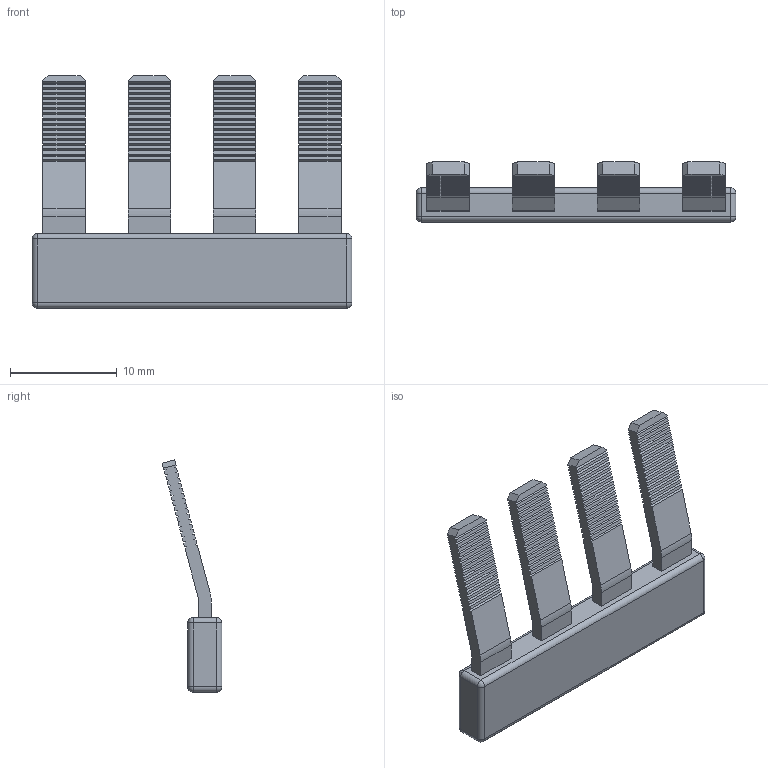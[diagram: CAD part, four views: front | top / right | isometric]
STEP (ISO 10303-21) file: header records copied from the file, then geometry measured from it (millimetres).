
FILE_DESCRIPTION (( 'STEP AP203' ), '1' );
FILE_NAME ('CA710_4.STEP', '2025-03-17T18:05:22', ( '' ), ( '' ), 'SwSTEP 2.0', 'SolidWorks 2022', '' );
FILE_SCHEMA (( 'CONFIG_CONTROL_DESIGN' ));
Length unit declared in the file: millimetre
Products named in the file (1): CA710_4
Bounding box: 30 x 5.6 x 21.8 mm (x, y, z)
Volume: 941.9 mm3; surface area: 1366.6 mm2
Topology: 1 solids, 1 shells, 450 faces, 1316 edges, 864 vertices
Faces by surface type: plane 426, cylinder 16, sphere 8
Entity records: 14609 total; most frequent: CARTESIAN_POINT 2623, ORIENTED_EDGE 2616, DIRECTION 2242, EDGE_CURVE 1308, LINE 1276, VECTOR 1276, VERTEX_POINT 864, AXIS2_PLACEMENT_3D 483
